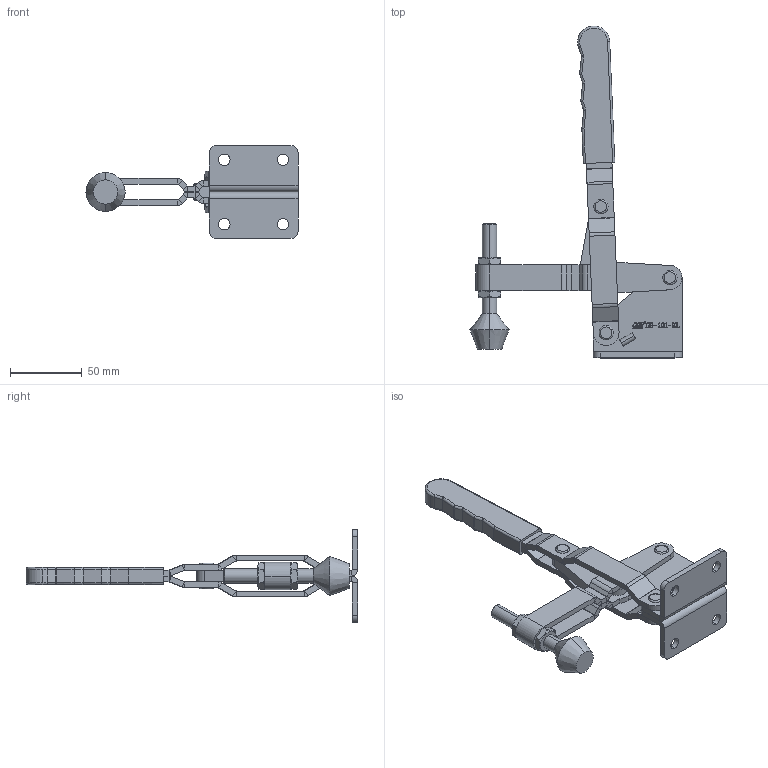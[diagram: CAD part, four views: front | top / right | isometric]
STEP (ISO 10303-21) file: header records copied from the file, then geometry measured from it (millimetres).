
FILE_DESCRIPTION (( 'STEP AP203' ), '1' );
FILE_NAME ('HS-101-EL 装配体.STEP', '2018-12-07T02:47:03', ( 'PCOS' ), ( '微软中国' ), 'SwSTEP 2.0', 'SolidWorks 2012', '' );
FILE_SCHEMA (( 'CONFIG_CONTROL_DESIGN' ));
Length unit declared in the file: millimetre
Products named in the file (11): 楊擘菁釱衵; 楊擘菁釱酘; 蟀裝; 忒參; 忒梟; 种; 揤參; 揤輸; hexagon head bolts-full thread gb_GB_FASTENER_BOLT_STBAB A M10X70-C; hex thin nuts-grades ab-chamfered gb_GB_FASTENER_NUT_STNAB M10-N; HS-101-EL 蚾饜极
Assembly tree (15 placements, depth 2):
  HS-101-EL 蚾饜极
    楊擘菁釱衵
    楊擘菁釱酘
    蟀裝
    忒參
    忒梟  x2
    种  x4
    揤參
    揤輸
    hexagon head bolts-full thread gb_GB_FASTENER_BOLT_STBAB A M10X70-C
    hex thin nuts-grades ab-chamfered gb_GB_FASTENER_NUT_STNAB M10-N  x2
Bounding box: 148.18 x 231.93 x 65 mm (x, y, z)
Volume: 126213.6 mm3; surface area: 66280.3 mm2
Topology: 15 solids, 15 shells, 812 faces, 2009 edges, 1253 vertices
Faces by surface type: plane 447, cylinder 185, bspline 132, cone 30, torus 18
Entity records: 27299 total; most frequent: CARTESIAN_POINT 9720, ORIENTED_EDGE 3566, DIRECTION 3010, EDGE_CURVE 1783, LINE 1148, VECTOR 1148, VERTEX_POINT 1129, AXIS2_PLACEMENT_3D 931
